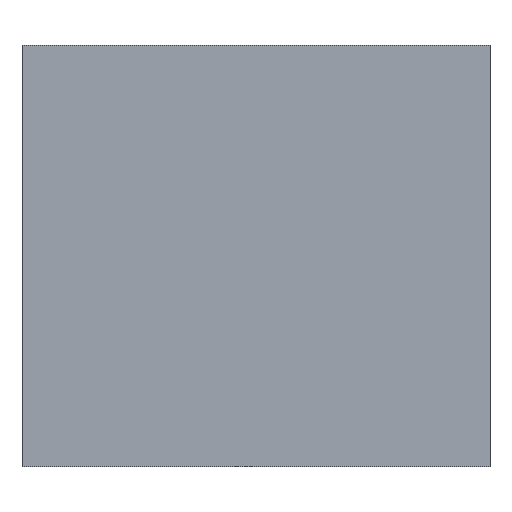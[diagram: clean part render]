
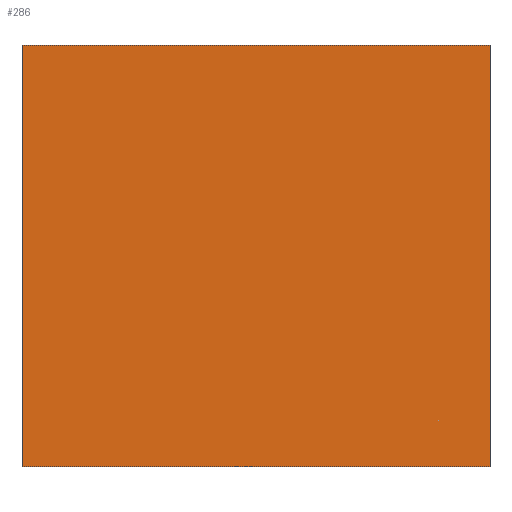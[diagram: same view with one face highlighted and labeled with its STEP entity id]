
A CAD part, front view. The second image highlights one B-rep face of the part: STEP entity #286.
In plain terms, the highlighted planar face has unit normal (0, -1, 0).
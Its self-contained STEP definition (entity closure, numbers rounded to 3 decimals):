
#32=FACE_OUTER_BOUND('',#50,.T.);
#50=EDGE_LOOP('',(#251,#252,#253,#254));
#75=LINE('',#441,#111);
#79=LINE('',#449,#115);
#82=LINE('',#455,#118);
#85=LINE('',#460,#121);
#111=VECTOR('',#365,10.);
#115=VECTOR('',#371,10.);
#118=VECTOR('',#376,10.);
#121=VECTOR('',#381,10.);
#139=VERTEX_POINT('',#439);
#140=VERTEX_POINT('',#440);
#143=VERTEX_POINT('',#448);
#145=VERTEX_POINT('',#454);
#171=EDGE_CURVE('',#139,#140,#75,.T.);
#175=EDGE_CURVE('',#143,#140,#79,.T.);
#178=EDGE_CURVE('',#145,#143,#82,.T.);
#181=EDGE_CURVE('',#145,#139,#85,.T.);
#251=ORIENTED_EDGE('',*,*,#181,.T.);
#252=ORIENTED_EDGE('',*,*,#171,.T.);
#253=ORIENTED_EDGE('',*,*,#175,.F.);
#254=ORIENTED_EDGE('',*,*,#178,.F.);
#270=PLANE('',#316);
#286=ADVANCED_FACE('',(#32),#270,.F.);
#316=AXIS2_PLACEMENT_3D('',#463,#385,#386);
#365=DIRECTION('',(-1.,0.,0.));
#371=DIRECTION('',(0.,0.,1.));
#376=DIRECTION('',(-1.,0.,0.));
#381=DIRECTION('',(0.,0.,1.));
#385=DIRECTION('center_axis',(0.,1.,0.));
#386=DIRECTION('ref_axis',(1.,0.,0.));
#439=CARTESIAN_POINT('',(36.5,0.,32.9));
#440=CARTESIAN_POINT('',(-36.5,0.,32.9));
#441=CARTESIAN_POINT('',(36.5,0.,32.9));
#448=CARTESIAN_POINT('',(-36.5,0.,-32.9));
#449=CARTESIAN_POINT('',(-36.5,0.,-32.9));
#454=CARTESIAN_POINT('',(36.5,0.,-32.9));
#455=CARTESIAN_POINT('',(36.5,0.,-32.9));
#460=CARTESIAN_POINT('',(36.5,0.,30.9));
#463=CARTESIAN_POINT('Origin',(0.,0.,0.));
